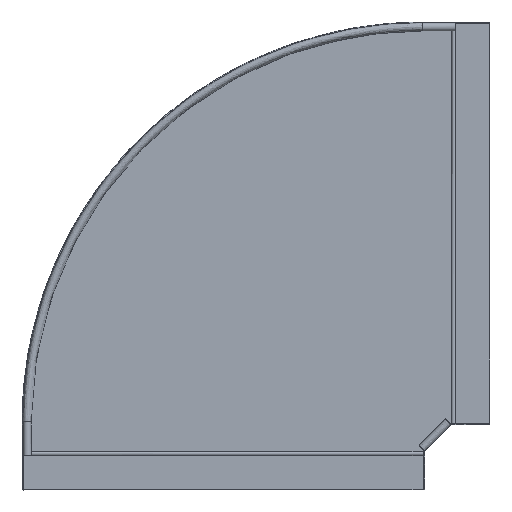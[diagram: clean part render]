
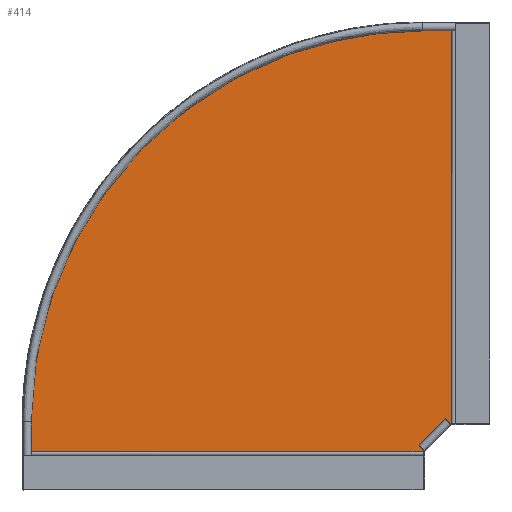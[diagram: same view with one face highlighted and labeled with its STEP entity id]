
A CAD part, top view. The second image highlights one B-rep face of the part: STEP entity #414.
In plain terms, the highlighted planar face has unit normal (0, 0, 1).
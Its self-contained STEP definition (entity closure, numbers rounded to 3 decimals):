
#414=ADVANCED_FACE('',(#793),#6046,.T.);
#793=FACE_OUTER_BOUND('',#1197,.T.);
#1197=EDGE_LOOP('',(#3056,#3057,#3058,#3059,#3060,#3061,#3062,#3063));
#3056=ORIENTED_EDGE('',*,*,#4062,.F.);
#3057=ORIENTED_EDGE('',*,*,#4093,.T.);
#3058=ORIENTED_EDGE('',*,*,#4061,.F.);
#3059=ORIENTED_EDGE('',*,*,#4055,.F.);
#3060=ORIENTED_EDGE('',*,*,#4060,.F.);
#3061=ORIENTED_EDGE('',*,*,#4059,.F.);
#3062=ORIENTED_EDGE('',*,*,#4058,.F.);
#3063=ORIENTED_EDGE('',*,*,#4063,.F.);
#4055=EDGE_CURVE('',#5654,#5648,#4222,.T.);
#4058=EDGE_CURVE('',#5655,#5656,#5036,.T.);
#4059=EDGE_CURVE('',#5656,#5657,#5037,.T.);
#4060=EDGE_CURVE('',#5657,#5654,#5038,.T.);
#4061=EDGE_CURVE('',#5648,#5647,#5039,.T.);
#4062=EDGE_CURVE('',#5640,#5639,#5040,.T.);
#4063=EDGE_CURVE('',#5639,#5655,#5041,.T.);
#4093=EDGE_CURVE('',#5640,#5647,#5058,.T.);
#4222=(
BOUNDED_CURVE()
B_SPLINE_CURVE(2,(#16128,#16129,#16130),.UNSPECIFIED.,.F.,.F.)
B_SPLINE_CURVE_WITH_KNOTS((3,3),(-937.765,0.),.UNSPECIFIED.)
CURVE()
GEOMETRIC_REPRESENTATION_ITEM()
RATIONAL_B_SPLINE_CURVE((1.,0.707,1.))
REPRESENTATION_ITEM('')
);
#5036=B_SPLINE_CURVE_WITH_KNOTS('',1,(#16136,#16137),.UNSPECIFIED.,.F.,
 .F.,(2,2),(0.,1.986),.UNSPECIFIED.);
#5037=B_SPLINE_CURVE_WITH_KNOTS('',1,(#16138,#16139),.UNSPECIFIED.,.F.,
 .F.,(2,2),(0.,598.5),.UNSPECIFIED.);
#5038=B_SPLINE_CURVE_WITH_KNOTS('',1,(#16140,#16141),.UNSPECIFIED.,.F.,
 .F.,(2,2),(0.,44.536),.UNSPECIFIED.);
#5039=B_SPLINE_CURVE_WITH_KNOTS('',1,(#16142,#16143),.UNSPECIFIED.,.F.,
 .F.,(2,2),(0.,44.536),.UNSPECIFIED.);
#5040=B_SPLINE_CURVE_WITH_KNOTS('',1,(#16144,#16145),.UNSPECIFIED.,.F.,
 .F.,(2,2),(0.,1.986),.UNSPECIFIED.);
#5041=B_SPLINE_CURVE_WITH_KNOTS('',1,(#16146,#16147),.UNSPECIFIED.,.F.,
 .F.,(2,2),(-58.053,0.),.UNSPECIFIED.);
#5058=B_SPLINE_CURVE_WITH_KNOTS('',1,(#16227,#16228),.UNSPECIFIED.,.F.,
 .F.,(2,2),(-598.5,0.),.UNSPECIFIED.);
#5639=VERTEX_POINT('',#16023);
#5640=VERTEX_POINT('',#16024);
#5647=VERTEX_POINT('',#16031);
#5648=VERTEX_POINT('',#16032);
#5654=VERTEX_POINT('',#16038);
#5655=VERTEX_POINT('',#16039);
#5656=VERTEX_POINT('',#16040);
#5657=VERTEX_POINT('',#16041);
#6046=PLANE('',#6316);
#6316=AXIS2_PLACEMENT_3D('',#15859,#6551,$);
#6551=DIRECTION('',(0.,0.,1.));
#15859=CARTESIAN_POINT('',(8.025,-407.625,1.25));
#16023=CARTESIAN_POINT('',(-59.3,-299.25,1.25));
#16024=CARTESIAN_POINT('',(-57.314,-299.25,1.251));
#16031=CARTESIAN_POINT('',(-57.314,299.25,1.251));
#16032=CARTESIAN_POINT('',(-101.85,299.25,1.25));
#16038=CARTESIAN_POINT('',(-698.85,-297.75,1.25));
#16039=CARTESIAN_POINT('',(-100.35,-340.3,1.25));
#16040=CARTESIAN_POINT('',(-100.35,-342.286,1.251));
#16041=CARTESIAN_POINT('',(-698.85,-342.286,1.251));
#16128=CARTESIAN_POINT('',(-698.85,-297.75,1.25));
#16129=CARTESIAN_POINT('',(-698.85,299.25,1.25));
#16130=CARTESIAN_POINT('',(-101.85,299.25,1.25));
#16136=CARTESIAN_POINT('',(-100.35,-340.3,1.25));
#16137=CARTESIAN_POINT('',(-100.35,-342.286,1.251));
#16138=CARTESIAN_POINT('',(-100.35,-342.286,1.251));
#16139=CARTESIAN_POINT('',(-698.85,-342.286,1.251));
#16140=CARTESIAN_POINT('',(-698.85,-342.286,1.251));
#16141=CARTESIAN_POINT('',(-698.85,-297.75,1.25));
#16142=CARTESIAN_POINT('',(-101.85,299.25,1.25));
#16143=CARTESIAN_POINT('',(-57.314,299.25,1.251));
#16144=CARTESIAN_POINT('',(-57.314,-299.25,1.251));
#16145=CARTESIAN_POINT('',(-59.3,-299.25,1.25));
#16146=CARTESIAN_POINT('',(-59.3,-299.25,1.25));
#16147=CARTESIAN_POINT('',(-100.35,-340.3,1.25));
#16227=CARTESIAN_POINT('',(-57.314,-299.25,1.251));
#16228=CARTESIAN_POINT('',(-57.314,299.25,1.251));
